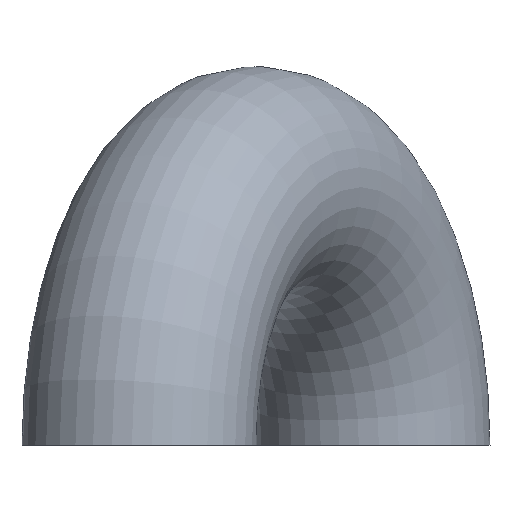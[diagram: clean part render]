
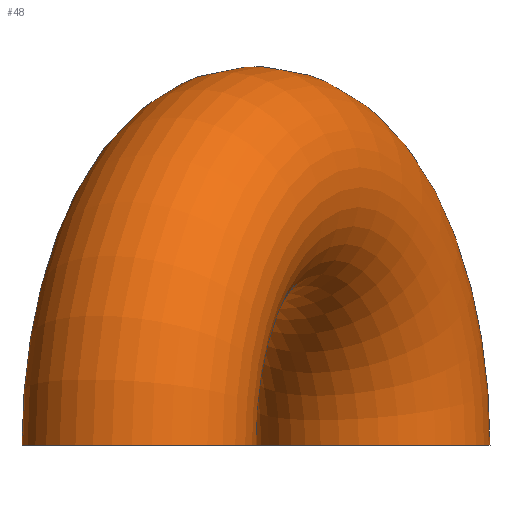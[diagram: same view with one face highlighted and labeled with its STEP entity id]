
A CAD part, left-side view. The second image highlights one B-rep face of the part: STEP entity #48.
In plain terms, the highlighted toroidal (fillet/blend) face has major radius 11.359 mm and minor radius 5.08 mm.
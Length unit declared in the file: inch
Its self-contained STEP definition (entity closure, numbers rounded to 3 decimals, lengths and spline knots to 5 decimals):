
#17=FACE_OUTER_BOUND('',#20,.T.);
#20=EDGE_LOOP('',(#37,#38,#39,#40,#41,#42));
#23=CIRCLE('',#66,0.2);
#24=CIRCLE('',#67,0.2);
#25=CIRCLE('',#68,0.24721);
#26=CIRCLE('',#69,0.2);
#27=CIRCLE('',#70,0.2);
#28=VERTEX_POINT('',#93);
#29=VERTEX_POINT('',#94);
#30=VERTEX_POINT('',#97);
#31=VERTEX_POINT('',#99);
#32=EDGE_CURVE('',#28,#29,#23,.T.);
#33=EDGE_CURVE('',#29,#28,#24,.T.);
#34=EDGE_CURVE('',#29,#30,#25,.T.);
#35=EDGE_CURVE('',#31,#30,#26,.T.);
#36=EDGE_CURVE('',#30,#31,#27,.T.);
#37=ORIENTED_EDGE('',*,*,#32,.F.);
#38=ORIENTED_EDGE('',*,*,#33,.F.);
#39=ORIENTED_EDGE('',*,*,#34,.T.);
#40=ORIENTED_EDGE('',*,*,#35,.F.);
#41=ORIENTED_EDGE('',*,*,#36,.F.);
#42=ORIENTED_EDGE('',*,*,#34,.F.);
#47=TOROIDAL_SURFACE('',#65,0.44721,0.2);
#48=ADVANCED_FACE('',(#17),#47,.T.);
#65=AXIS2_PLACEMENT_3D('',#92,#75,#76);
#66=AXIS2_PLACEMENT_3D('',#95,#77,#78);
#67=AXIS2_PLACEMENT_3D('',#96,#79,#80);
#68=AXIS2_PLACEMENT_3D('',#98,#81,#82);
#69=AXIS2_PLACEMENT_3D('',#100,#83,#84);
#70=AXIS2_PLACEMENT_3D('',#101,#85,#86);
#75=DIRECTION('center_axis',(0.447,0.894,0.));
#76=DIRECTION('ref_axis',(0.,0.,1.));
#77=DIRECTION('center_axis',(0.,0.,
-1.));
#78=DIRECTION('ref_axis',(0.6,-0.8,0.));
#79=DIRECTION('center_axis',(0.,0.,
-1.));
#80=DIRECTION('ref_axis',(0.6,-0.8,0.));
#81=DIRECTION('center_axis',(-0.447,-0.894,0.));
#82=DIRECTION('ref_axis',(0.,0.,1.));
#83=DIRECTION('center_axis',(0.,0.,-1.));
#84=DIRECTION('ref_axis',(-1.,0.,0.));
#85=DIRECTION('center_axis',(0.,0.,-1.));
#86=DIRECTION('ref_axis',(-1.,0.,0.));
#92=CARTESIAN_POINT('Origin',(0.4,0.8,0.));
#93=CARTESIAN_POINT('',(0.68,0.76,0.));
#94=CARTESIAN_POINT('',(0.62111,0.68944,0.));
#95=CARTESIAN_POINT('Origin',(0.8,0.6,0.));
#96=CARTESIAN_POINT('Origin',(0.8,0.6,0.));
#97=CARTESIAN_POINT('',(0.17889,0.91056,0.));
#98=CARTESIAN_POINT('Origin',(0.4,0.8,0.));
#99=CARTESIAN_POINT('',(0.2,1.,0.));
#100=CARTESIAN_POINT('Origin',(0.,1.,0.));
#101=CARTESIAN_POINT('Origin',(0.,1.,0.));
